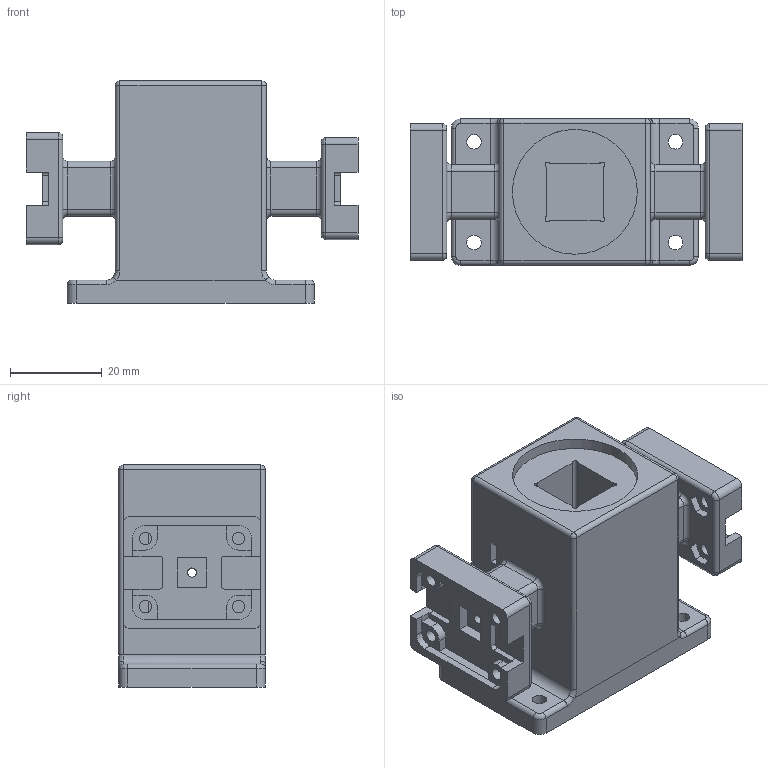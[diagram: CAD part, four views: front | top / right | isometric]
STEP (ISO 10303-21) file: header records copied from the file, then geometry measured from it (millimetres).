
FILE_DESCRIPTION(('FreeCAD Model'),'2;1');
FILE_NAME('Open CASCADE Shape Model','2023-06-29T09:38:09',(''),(''), 'Open CASCADE STEP processor 7.6','FreeCAD','Unknown');
FILE_SCHEMA(('AUTOMOTIVE_DESIGN { 1 0 10303 214 1 1 1 1 }'));
Length unit declared in the file: millimetre
Products named in the file (1): CuvetteHolePocket
Bounding box: 72.5 x 32 x 48.5 mm (x, y, z)
Volume: 53799.9 mm3; surface area: 19396.8 mm2
Topology: 1 solids, 1 shells, 436 faces, 1124 edges, 712 vertices
Faces by surface type: plane 256, cylinder 139, torus 20, bspline 10, revolution 8, sphere 3
Full cylindrical faces by diameter (mm): 2 x3, 2.7 x16, 3.2 x4, 27.273 x1
Entity records: 28282 total; most frequent: CARTESIAN_POINT 5985, DIRECTION 4088, LINE 2515, VECTOR 2515, ORIENTED_EDGE 2240, PCURVE 2240, DEFINITIONAL_REPRESENTATION 2240, EDGE_CURVE 1120
